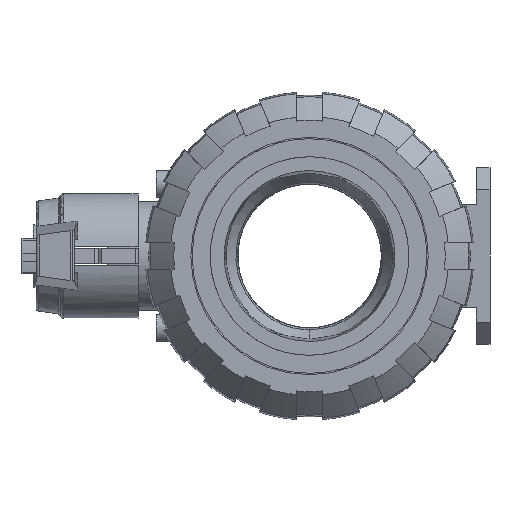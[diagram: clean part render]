
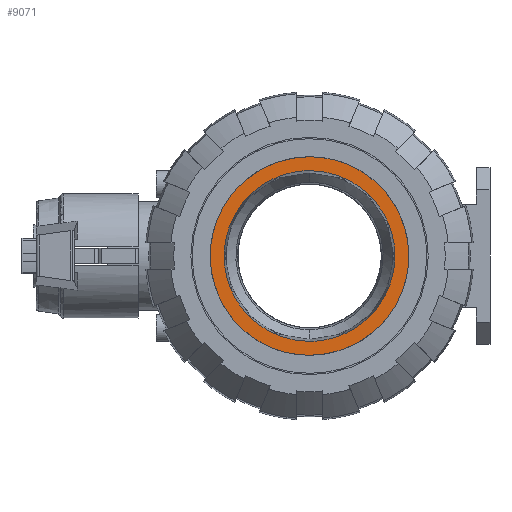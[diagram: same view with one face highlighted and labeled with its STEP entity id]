
A CAD part, left-side view. The second image highlights one B-rep face of the part: STEP entity #9071.
In plain terms, the highlighted planar face has unit normal (-1, 0, 0).
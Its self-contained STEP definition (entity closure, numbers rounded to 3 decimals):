
#96=FACE_BOUND('',#1929,.T.);
#990=PLANE('',#9834);
#1431=FACE_OUTER_BOUND('',#1928,.T.);
#1928=EDGE_LOOP('',(#7314,#7315));
#1929=EDGE_LOOP('',(#7316,#7317));
#3314=B_SPLINE_CURVE_WITH_KNOTS('',3,(#18771,#18772,#18773,#18774,#18775,
#18776,#18777,#18778,#18779,#18780,#18781,#18782,#18783,#18784,#18785,#18786,
#18787,#18788,#18789,#18790),.UNSPECIFIED.,.F.,.F.,(4,2,2,2,2,2,2,2,2,4),
(-17.333,-16.189,-15.04,-12.891,
-10.743,-8.594,-6.446,-4.297,
-2.149,-0.006),.UNSPECIFIED.);
#3316=B_SPLINE_CURVE_WITH_KNOTS('',3,(#19006,#19007,#19008,#19009,#19010,
#19011,#19012,#19013,#19014,#19015,#19016,#19017,#19018,#19019,#19020,#19021,
#19022,#19023,#19024,#19025),.UNSPECIFIED.,.F.,.F.,(4,2,2,2,2,2,2,2,2,4),
(-17.333,-16.189,-15.04,-12.891,
-10.743,-8.594,-6.446,-4.297,
-2.149,-0.006),.UNSPECIFIED.);
#3319=B_SPLINE_CURVE_WITH_KNOTS('',3,(#19050,#19051,#19052,#19053,#19054,
#19055,#19056,#19057,#19058,#19059,#19060,#19061,#19062,#19063,#19064,#19065,
#19066,#19067,#19068,#19069),.UNSPECIFIED.,.F.,.F.,(4,2,2,2,2,2,2,2,2,4),
(-14.905,-13.922,-12.933,-11.085,
-9.238,-7.39,-5.543,-3.695,
-1.848,-0.005),.UNSPECIFIED.);
#3320=B_SPLINE_CURVE_WITH_KNOTS('',3,(#19070,#19071,#19072,#19073,#19074,
#19075,#19076,#19077,#19078,#19079,#19080,#19081,#19082,#19083,#19084,#19085,
#19086,#19087,#19088,#19089),.UNSPECIFIED.,.F.,.F.,(4,2,2,2,2,2,2,2,2,4),
(-14.905,-13.922,-12.933,-11.085,
-9.238,-7.39,-5.543,-3.695,
-1.848,-0.005),.UNSPECIFIED.);
#3970=VERTEX_POINT('',#18768);
#3971=VERTEX_POINT('',#18770);
#3974=VERTEX_POINT('',#19048);
#3975=VERTEX_POINT('',#19049);
#5149=EDGE_CURVE('',#3971,#3970,#3314,.T.);
#5152=EDGE_CURVE('',#3970,#3971,#3316,.T.);
#5155=EDGE_CURVE('',#3974,#3975,#3319,.F.);
#5156=EDGE_CURVE('',#3975,#3974,#3320,.F.);
#7314=ORIENTED_EDGE('',*,*,#5149,.T.);
#7315=ORIENTED_EDGE('',*,*,#5152,.T.);
#7316=ORIENTED_EDGE('',*,*,#5155,.F.);
#7317=ORIENTED_EDGE('',*,*,#5156,.F.);
#9071=ADVANCED_FACE('',(#1431,#96),#990,.T.);
#9834=AXIS2_PLACEMENT_3D('',#19047,#11603,#11604);
#11603=DIRECTION('center_axis',(-1.,0.,0.));
#11604=DIRECTION('ref_axis',(0.,0.,-1.));
#18768=CARTESIAN_POINT('',(-202.75,0.,-55.));
#18770=CARTESIAN_POINT('',(-202.75,0.,55.));
#18771=CARTESIAN_POINT('Ctrl Pts',(-202.75,0.,55.));
#18772=CARTESIAN_POINT('Ctrl Pts',(-202.75,3.814,55.));
#18773=CARTESIAN_POINT('Ctrl Pts',(-202.75,7.617,54.603));
#18774=CARTESIAN_POINT('Ctrl Pts',(-202.75,15.098,53.026));
#18775=CARTESIAN_POINT('Ctrl Pts',(-202.75,18.755,51.846));
#18776=CARTESIAN_POINT('Ctrl Pts',(-202.75,28.808,47.397));
#18777=CARTESIAN_POINT('Ctrl Pts',(-202.75,34.728,43.248));
#18778=CARTESIAN_POINT('Ctrl Pts',(-202.75,44.645,32.912));
#18779=CARTESIAN_POINT('Ctrl Pts',(-202.75,48.547,26.825));
#18780=CARTESIAN_POINT('Ctrl Pts',(-202.75,53.797,13.497));
#18781=CARTESIAN_POINT('Ctrl Pts',(-202.75,55.096,6.385));
#18782=CARTESIAN_POINT('Ctrl Pts',(-202.75,54.893,-7.938));
#18783=CARTESIAN_POINT('Ctrl Pts',(-202.75,53.395,-15.011));
#18784=CARTESIAN_POINT('Ctrl Pts',(-202.75,47.77,-28.184));
#18785=CARTESIAN_POINT('Ctrl Pts',(-202.75,43.698,-34.158));
#18786=CARTESIAN_POINT('Ctrl Pts',(-202.75,33.494,-44.209));
#18787=CARTESIAN_POINT('Ctrl Pts',(-202.75,27.459,-48.19));
#18788=CARTESIAN_POINT('Ctrl Pts',(-202.75,14.219,-53.608));
#18789=CARTESIAN_POINT('Ctrl Pts',(-202.75,7.143,-55.));
#18790=CARTESIAN_POINT('Ctrl Pts',(-202.75,0.,-55.));
#19006=CARTESIAN_POINT('Ctrl Pts',(-202.75,0.,-55.));
#19007=CARTESIAN_POINT('Ctrl Pts',(-202.75,-3.814,-55.));
#19008=CARTESIAN_POINT('Ctrl Pts',(-202.75,-7.617,-54.603));
#19009=CARTESIAN_POINT('Ctrl Pts',(-202.75,-15.098,-53.026));
#19010=CARTESIAN_POINT('Ctrl Pts',(-202.75,-18.755,-51.846));
#19011=CARTESIAN_POINT('Ctrl Pts',(-202.75,-28.808,-47.397));
#19012=CARTESIAN_POINT('Ctrl Pts',(-202.75,-34.728,-43.248));
#19013=CARTESIAN_POINT('Ctrl Pts',(-202.75,-44.645,-32.912));
#19014=CARTESIAN_POINT('Ctrl Pts',(-202.75,-48.547,-26.825));
#19015=CARTESIAN_POINT('Ctrl Pts',(-202.75,-53.797,-13.497));
#19016=CARTESIAN_POINT('Ctrl Pts',(-202.75,-55.096,-6.385));
#19017=CARTESIAN_POINT('Ctrl Pts',(-202.75,-54.893,7.938));
#19018=CARTESIAN_POINT('Ctrl Pts',(-202.75,-53.395,15.011));
#19019=CARTESIAN_POINT('Ctrl Pts',(-202.75,-47.77,28.184));
#19020=CARTESIAN_POINT('Ctrl Pts',(-202.75,-43.698,34.158));
#19021=CARTESIAN_POINT('Ctrl Pts',(-202.75,-33.494,44.209));
#19022=CARTESIAN_POINT('Ctrl Pts',(-202.75,-27.459,48.19));
#19023=CARTESIAN_POINT('Ctrl Pts',(-202.75,-14.219,53.608));
#19024=CARTESIAN_POINT('Ctrl Pts',(-202.75,-7.143,55.));
#19025=CARTESIAN_POINT('Ctrl Pts',(-202.75,0.,55.));
#19047=CARTESIAN_POINT('Origin',(-202.75,57.2,57.2));
#19048=CARTESIAN_POINT('',(-202.75,0.,-47.297));
#19049=CARTESIAN_POINT('',(-202.75,0.,47.297));
#19050=CARTESIAN_POINT('Ctrl Pts',(-202.75,0.,47.297));
#19051=CARTESIAN_POINT('Ctrl Pts',(-202.75,-3.279,47.297));
#19052=CARTESIAN_POINT('Ctrl Pts',(-202.75,-6.55,46.956));
#19053=CARTESIAN_POINT('Ctrl Pts',(-202.75,-12.983,45.6));
#19054=CARTESIAN_POINT('Ctrl Pts',(-202.75,-16.128,44.585));
#19055=CARTESIAN_POINT('Ctrl Pts',(-202.75,-24.773,40.759));
#19056=CARTESIAN_POINT('Ctrl Pts',(-202.75,-29.864,37.19));
#19057=CARTESIAN_POINT('Ctrl Pts',(-202.75,-38.392,28.302));
#19058=CARTESIAN_POINT('Ctrl Pts',(-202.75,-41.747,23.067));
#19059=CARTESIAN_POINT('Ctrl Pts',(-202.75,-46.263,11.607));
#19060=CARTESIAN_POINT('Ctrl Pts',(-202.75,-47.379,5.491));
#19061=CARTESIAN_POINT('Ctrl Pts',(-202.75,-47.205,-6.826));
#19062=CARTESIAN_POINT('Ctrl Pts',(-202.75,-45.916,-12.909));
#19063=CARTESIAN_POINT('Ctrl Pts',(-202.75,-41.08,-24.237));
#19064=CARTESIAN_POINT('Ctrl Pts',(-202.75,-37.578,-29.374));
#19065=CARTESIAN_POINT('Ctrl Pts',(-202.75,-28.804,-38.018));
#19066=CARTESIAN_POINT('Ctrl Pts',(-202.75,-23.614,-41.441));
#19067=CARTESIAN_POINT('Ctrl Pts',(-202.75,-12.229,-46.1));
#19068=CARTESIAN_POINT('Ctrl Pts',(-202.75,-6.143,-47.297));
#19069=CARTESIAN_POINT('Ctrl Pts',(-202.75,0.,-47.297));
#19070=CARTESIAN_POINT('Ctrl Pts',(-202.75,0.,-47.297));
#19071=CARTESIAN_POINT('Ctrl Pts',(-202.75,3.279,-47.297));
#19072=CARTESIAN_POINT('Ctrl Pts',(-202.75,6.55,-46.956));
#19073=CARTESIAN_POINT('Ctrl Pts',(-202.75,12.983,-45.6));
#19074=CARTESIAN_POINT('Ctrl Pts',(-202.75,16.128,-44.585));
#19075=CARTESIAN_POINT('Ctrl Pts',(-202.75,24.773,-40.759));
#19076=CARTESIAN_POINT('Ctrl Pts',(-202.75,29.864,-37.19));
#19077=CARTESIAN_POINT('Ctrl Pts',(-202.75,38.392,-28.302));
#19078=CARTESIAN_POINT('Ctrl Pts',(-202.75,41.747,-23.067));
#19079=CARTESIAN_POINT('Ctrl Pts',(-202.75,46.263,-11.607));
#19080=CARTESIAN_POINT('Ctrl Pts',(-202.75,47.379,-5.491));
#19081=CARTESIAN_POINT('Ctrl Pts',(-202.75,47.205,6.826));
#19082=CARTESIAN_POINT('Ctrl Pts',(-202.75,45.916,12.909));
#19083=CARTESIAN_POINT('Ctrl Pts',(-202.75,41.08,24.237));
#19084=CARTESIAN_POINT('Ctrl Pts',(-202.75,37.578,29.374));
#19085=CARTESIAN_POINT('Ctrl Pts',(-202.75,28.804,38.018));
#19086=CARTESIAN_POINT('Ctrl Pts',(-202.75,23.614,41.441));
#19087=CARTESIAN_POINT('Ctrl Pts',(-202.75,12.229,46.1));
#19088=CARTESIAN_POINT('Ctrl Pts',(-202.75,6.143,47.297));
#19089=CARTESIAN_POINT('Ctrl Pts',(-202.75,0.,47.297));
